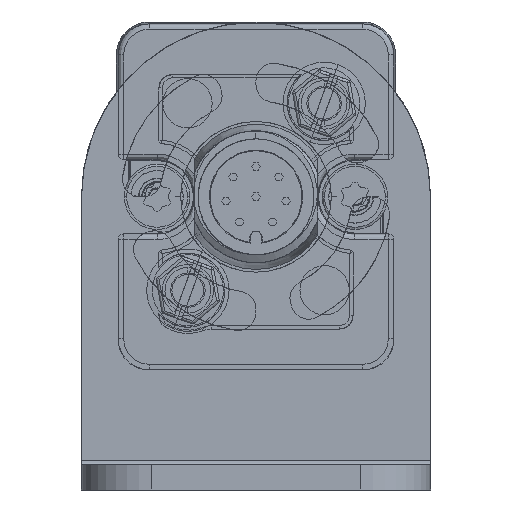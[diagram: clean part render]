
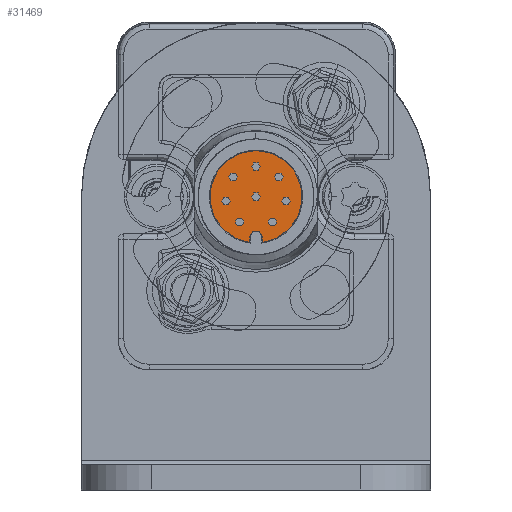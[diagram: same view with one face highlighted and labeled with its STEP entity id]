
A CAD part, left-side view. The second image highlights one B-rep face of the part: STEP entity #31469.
In plain terms, the highlighted planar face has unit normal (-1, 0, 0).
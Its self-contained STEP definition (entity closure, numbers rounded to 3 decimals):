
#14999=CARTESIAN_POINT('',(-219.694,-8.095,3.057));
#15006=CARTESIAN_POINT('',(-219.694,-7.515,7.217));
#15007=DIRECTION('',(-1.,0.,0.));
#15008=DIRECTION('',(0.,-0.138,-0.99));
#15009=AXIS2_PLACEMENT_3D('',#15006,#15007,#15008);
#15011=CARTESIAN_POINT('',(-219.694,-6.935,3.057));
#15018=DIRECTION('',(0.,0.,-1.));
#15019=VECTOR('',#15018,0.53);
#15020=CARTESIAN_POINT('',(-219.694,-6.935,3.587));
#15021=LINE('',#15020,#15019);
#15022=DIRECTION('',(0.,0.,1.));
#15023=VECTOR('',#15022,0.53);
#15024=CARTESIAN_POINT('',(-219.694,-8.095,3.057));
#15025=LINE('',#15024,#15023);
#15026=CARTESIAN_POINT('',(-219.694,-7.515,3.587));
#15027=DIRECTION('',(-1.,0.,0.));
#15028=DIRECTION('',(0.,-1.,0.));
#15029=AXIS2_PLACEMENT_3D('',#15026,#15027,#15028);
#15031=CARTESIAN_POINT('',(-219.694,-6.017,4.911));
#15032=DIRECTION('',(-1.,0.,0.));
#15033=DIRECTION('',(0.,1.,0.));
#15034=AXIS2_PLACEMENT_3D('',#15031,#15032,#15033);
#15036=CARTESIAN_POINT('',(-219.694,-6.017,4.911));
#15037=DIRECTION('',(-1.,0.,0.));
#15038=DIRECTION('',(0.,-1.,0.));
#15039=AXIS2_PLACEMENT_3D('',#15036,#15037,#15038);
#15041=CARTESIAN_POINT('',(-219.694,-4.792,6.834));
#15042=DIRECTION('',(-1.,0.,0.));
#15043=DIRECTION('',(0.,1.,0.));
#15044=AXIS2_PLACEMENT_3D('',#15041,#15042,#15043);
#15046=CARTESIAN_POINT('',(-219.694,-4.792,6.834));
#15047=DIRECTION('',(-1.,0.,0.));
#15048=DIRECTION('',(0.,-1.,0.));
#15049=AXIS2_PLACEMENT_3D('',#15046,#15047,#15048);
#15051=CARTESIAN_POINT('',(-219.694,-5.44,9.021));
#15052=DIRECTION('',(-1.,0.,0.));
#15053=DIRECTION('',(0.,1.,0.));
#15054=AXIS2_PLACEMENT_3D('',#15051,#15052,#15053);
#15056=CARTESIAN_POINT('',(-219.694,-5.44,9.021));
#15057=DIRECTION('',(-1.,0.,0.));
#15058=DIRECTION('',(0.,-1.,0.));
#15059=AXIS2_PLACEMENT_3D('',#15056,#15057,#15058);
#15061=CARTESIAN_POINT('',(-219.694,-9.013,4.911));
#15062=DIRECTION('',(-1.,0.,0.));
#15063=DIRECTION('',(0.,1.,0.));
#15064=AXIS2_PLACEMENT_3D('',#15061,#15062,#15063);
#15066=CARTESIAN_POINT('',(-219.694,-9.013,4.911));
#15067=DIRECTION('',(-1.,0.,0.));
#15068=DIRECTION('',(0.,-1.,0.));
#15069=AXIS2_PLACEMENT_3D('',#15066,#15067,#15068);
#15071=CARTESIAN_POINT('',(-219.694,-10.238,6.834));
#15072=DIRECTION('',(-1.,0.,0.));
#15073=DIRECTION('',(0.,1.,0.));
#15074=AXIS2_PLACEMENT_3D('',#15071,#15072,#15073);
#15076=CARTESIAN_POINT('',(-219.694,-10.238,6.834));
#15077=DIRECTION('',(-1.,0.,0.));
#15078=DIRECTION('',(0.,-1.,0.));
#15079=AXIS2_PLACEMENT_3D('',#15076,#15077,#15078);
#15081=CARTESIAN_POINT('',(-219.694,-7.515,9.967));
#15082=DIRECTION('',(-1.,0.,0.));
#15083=DIRECTION('',(0.,1.,0.));
#15084=AXIS2_PLACEMENT_3D('',#15081,#15082,#15083);
#15086=CARTESIAN_POINT('',(-219.694,-7.515,9.967));
#15087=DIRECTION('',(-1.,0.,0.));
#15088=DIRECTION('',(0.,-1.,0.));
#15089=AXIS2_PLACEMENT_3D('',#15086,#15087,#15088);
#15091=CARTESIAN_POINT('',(-219.694,-7.515,7.217));
#15092=DIRECTION('',(-1.,0.,0.));
#15093=DIRECTION('',(0.,1.,0.));
#15094=AXIS2_PLACEMENT_3D('',#15091,#15092,#15093);
#15096=CARTESIAN_POINT('',(-219.694,-7.515,7.217));
#15097=DIRECTION('',(-1.,0.,0.));
#15098=DIRECTION('',(0.,-1.,0.));
#15099=AXIS2_PLACEMENT_3D('',#15096,#15097,#15098);
#15101=CARTESIAN_POINT('',(-219.694,-9.59,9.021));
#15102=DIRECTION('',(-1.,0.,0.));
#15103=DIRECTION('',(0.,1.,0.));
#15104=AXIS2_PLACEMENT_3D('',#15101,#15102,#15103);
#15106=CARTESIAN_POINT('',(-219.694,-9.59,9.021));
#15107=DIRECTION('',(-1.,0.,0.));
#15108=DIRECTION('',(0.,-1.,0.));
#15109=AXIS2_PLACEMENT_3D('',#15106,#15107,#15108);
#16414=CARTESIAN_POINT('',(-219.694,-5.617,4.911));
#16415=CARTESIAN_POINT('',(-219.694,-6.417,4.911));
#16416=VERTEX_POINT('',#16414);
#16417=VERTEX_POINT('',#16415);
#16418=CARTESIAN_POINT('',(-219.694,-4.392,6.834));
#16419=CARTESIAN_POINT('',(-219.694,-5.192,6.834));
#16420=VERTEX_POINT('',#16418);
#16421=VERTEX_POINT('',#16419);
#16422=CARTESIAN_POINT('',(-219.694,-5.04,9.021));
#16423=CARTESIAN_POINT('',(-219.694,-5.84,9.021));
#16424=VERTEX_POINT('',#16422);
#16425=VERTEX_POINT('',#16423);
#16576=VERTEX_POINT('',#15011);
#16578=VERTEX_POINT('',#14999);
#16584=CARTESIAN_POINT('',(-219.694,-6.935,3.587));
#16585=VERTEX_POINT('',#16584);
#16586=CARTESIAN_POINT('',(-219.694,-8.095,3.587));
#16587=VERTEX_POINT('',#16586);
#16588=CARTESIAN_POINT('',(-219.694,-7.115,9.967));
#16589=CARTESIAN_POINT('',(-219.694,-7.915,9.967));
#16590=VERTEX_POINT('',#16588);
#16591=VERTEX_POINT('',#16589);
#16592=CARTESIAN_POINT('',(-219.694,-7.115,7.217));
#16593=CARTESIAN_POINT('',(-219.694,-7.915,7.217));
#16594=VERTEX_POINT('',#16592);
#16595=VERTEX_POINT('',#16593);
#16596=CARTESIAN_POINT('',(-219.694,-9.19,9.021));
#16597=CARTESIAN_POINT('',(-219.694,-9.99,9.021));
#16598=VERTEX_POINT('',#16596);
#16599=VERTEX_POINT('',#16597);
#16644=CARTESIAN_POINT('',(-219.694,-8.613,4.911));
#16645=CARTESIAN_POINT('',(-219.694,-9.413,4.911));
#16646=VERTEX_POINT('',#16644);
#16647=VERTEX_POINT('',#16645);
#16648=CARTESIAN_POINT('',(-219.694,-9.838,6.834));
#16649=CARTESIAN_POINT('',(-219.694,-10.638,6.834));
#16650=VERTEX_POINT('',#16648);
#16651=VERTEX_POINT('',#16649);
#31408=CARTESIAN_POINT('',(-219.694,-7.515,7.217));
#31409=DIRECTION('',(-1.,0.,0.));
#31410=DIRECTION('',(0.,0.,1.));
#31411=AXIS2_PLACEMENT_3D('',#31408,#31409,#31410);
#31412=PLANE('',#31411);
#31414=ORIENTED_EDGE('',*,*,#31413,.T.);
#31415=ORIENTED_EDGE('',*,*,#31387,.F.);
#31416=ORIENTED_EDGE('',*,*,#31399,.T.);
#31418=ORIENTED_EDGE('',*,*,#31417,.T.);
#31419=EDGE_LOOP('',(#31414,#31415,#31416,#31418));
#31420=FACE_OUTER_BOUND('',#31419,.F.);
#31422=ORIENTED_EDGE('',*,*,#31421,.T.);
#31424=ORIENTED_EDGE('',*,*,#31423,.T.);
#31425=EDGE_LOOP('',(#31422,#31424));
#31426=FACE_BOUND('',#31425,.F.);
#31428=ORIENTED_EDGE('',*,*,#31427,.T.);
#31430=ORIENTED_EDGE('',*,*,#31429,.T.);
#31431=EDGE_LOOP('',(#31428,#31430));
#31432=FACE_BOUND('',#31431,.F.);
#31434=ORIENTED_EDGE('',*,*,#31433,.T.);
#31436=ORIENTED_EDGE('',*,*,#31435,.T.);
#31437=EDGE_LOOP('',(#31434,#31436));
#31438=FACE_BOUND('',#31437,.F.);
#31440=ORIENTED_EDGE('',*,*,#31439,.T.);
#31442=ORIENTED_EDGE('',*,*,#31441,.T.);
#31443=EDGE_LOOP('',(#31440,#31442));
#31444=FACE_BOUND('',#31443,.F.);
#31446=ORIENTED_EDGE('',*,*,#31445,.T.);
#31448=ORIENTED_EDGE('',*,*,#31447,.T.);
#31449=EDGE_LOOP('',(#31446,#31448));
#31450=FACE_BOUND('',#31449,.F.);
#31452=ORIENTED_EDGE('',*,*,#31451,.T.);
#31454=ORIENTED_EDGE('',*,*,#31453,.T.);
#31455=EDGE_LOOP('',(#31452,#31454));
#31456=FACE_BOUND('',#31455,.F.);
#31458=ORIENTED_EDGE('',*,*,#31457,.T.);
#31460=ORIENTED_EDGE('',*,*,#31459,.T.);
#31461=EDGE_LOOP('',(#31458,#31460));
#31462=FACE_BOUND('',#31461,.F.);
#31464=ORIENTED_EDGE('',*,*,#31463,.T.);
#31466=ORIENTED_EDGE('',*,*,#31465,.T.);
#31467=EDGE_LOOP('',(#31464,#31466));
#31468=FACE_BOUND('',#31467,.F.);
#31469=ADVANCED_FACE('',(#31420,#31426,#31432,#31438,#31444,#31450,#31456,
#31462,#31468),#31412,.T.);
#15010=CIRCLE('',#15009,4.2);
#15030=CIRCLE('',#15029,0.58);
#15035=CIRCLE('',#15034,0.4);
#15040=CIRCLE('',#15039,0.4);
#15045=CIRCLE('',#15044,0.4);
#15050=CIRCLE('',#15049,0.4);
#15055=CIRCLE('',#15054,0.4);
#15060=CIRCLE('',#15059,0.4);
#15065=CIRCLE('',#15064,0.4);
#15070=CIRCLE('',#15069,0.4);
#15075=CIRCLE('',#15074,0.4);
#15080=CIRCLE('',#15079,0.4);
#15085=CIRCLE('',#15084,0.4);
#15090=CIRCLE('',#15089,0.4);
#15095=CIRCLE('',#15094,0.4);
#15100=CIRCLE('',#15099,0.4);
#15105=CIRCLE('',#15104,0.4);
#15110=CIRCLE('',#15109,0.4);
#31387=EDGE_CURVE('',#16578,#16576,#15010,.T.);
#31399=EDGE_CURVE('',#16578,#16587,#15025,.T.);
#31413=EDGE_CURVE('',#16585,#16576,#15021,.T.);
#31417=EDGE_CURVE('',#16587,#16585,#15030,.T.);
#31421=EDGE_CURVE('',#16416,#16417,#15035,.T.);
#31423=EDGE_CURVE('',#16417,#16416,#15040,.T.);
#31427=EDGE_CURVE('',#16420,#16421,#15045,.T.);
#31429=EDGE_CURVE('',#16421,#16420,#15050,.T.);
#31433=EDGE_CURVE('',#16424,#16425,#15055,.T.);
#31435=EDGE_CURVE('',#16425,#16424,#15060,.T.);
#31439=EDGE_CURVE('',#16646,#16647,#15065,.T.);
#31441=EDGE_CURVE('',#16647,#16646,#15070,.T.);
#31445=EDGE_CURVE('',#16650,#16651,#15075,.T.);
#31447=EDGE_CURVE('',#16651,#16650,#15080,.T.);
#31451=EDGE_CURVE('',#16590,#16591,#15085,.T.);
#31453=EDGE_CURVE('',#16591,#16590,#15090,.T.);
#31457=EDGE_CURVE('',#16594,#16595,#15095,.T.);
#31459=EDGE_CURVE('',#16595,#16594,#15100,.T.);
#31463=EDGE_CURVE('',#16598,#16599,#15105,.T.);
#31465=EDGE_CURVE('',#16599,#16598,#15110,.T.);
